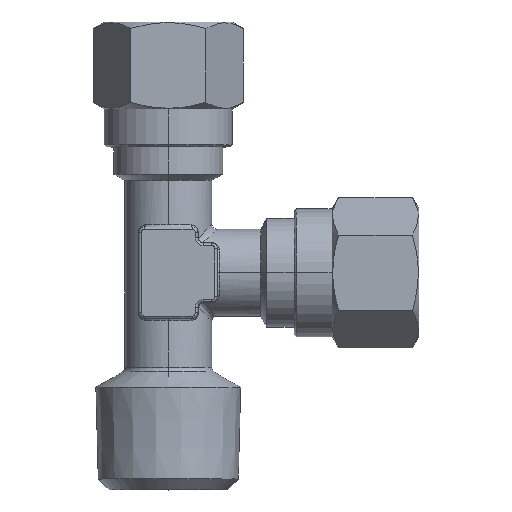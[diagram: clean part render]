
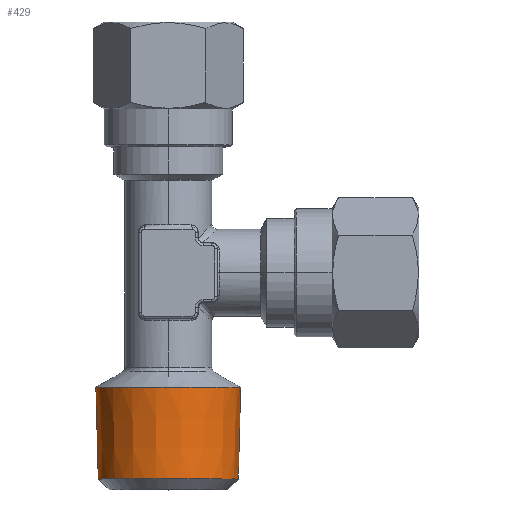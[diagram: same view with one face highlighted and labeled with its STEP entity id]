
A CAD part, top view. The second image highlights one B-rep face of the part: STEP entity #429.
In plain terms, the highlighted conical face has half-angle 1.47 degrees and reference radius 6.707 mm.
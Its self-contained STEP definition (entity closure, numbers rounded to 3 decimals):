
#49 = VECTOR ( 'NONE', #4391, 1000. ) ;
#50 = AXIS2_PLACEMENT_3D ( 'NONE', #4383, #4385, #4387 ) ;
#52 = CIRCLE ( 'NONE', #50, 6.667 ) ;
#53 = AXIS2_PLACEMENT_3D ( 'NONE', #4376, #4378, #4380 ) ;
#54 = VECTOR ( 'NONE', #4374, 1000. ) ;
#55 = CIRCLE ( 'NONE', #53, 6.667 ) ;
#59 = AXIS2_PLACEMENT_3D ( 'NONE', #4361, #4363, #4365 ) ;
#69 = CIRCLE ( 'NONE', #59, 6.45 ) ;
#342 = CONICAL_SURFACE ( 'NONE', #346, 6.707, 0.026 ) ;
#346 = AXIS2_PLACEMENT_3D ( 'NONE', #4797, #4798, #4799 ) ;
#429 = ADVANCED_FACE ( 'NONE', ( #4359 ), #342, .T. ) ;
#540 = EDGE_CURVE ( 'NONE', #1333, #1346, #69, .T. ) ;
#542 = EDGE_CURVE ( 'NONE', #1333, #1337, #4436, .T. ) ;
#543 = EDGE_CURVE ( 'NONE', #1341, #1337, #55, .T. ) ;
#544 = EDGE_CURVE ( 'NONE', #1352, #1341, #52, .T. ) ;
#545 = EDGE_CURVE ( 'NONE', #1346, #1352, #4437, .T. ) ;
#1333 = VERTEX_POINT ( 'NONE', #5778 ) ;
#1337 = VERTEX_POINT ( 'NONE', #5782 ) ;
#1341 = VERTEX_POINT ( 'NONE', #5786 ) ;
#1346 = VERTEX_POINT ( 'NONE', #5791 ) ;
#1352 = VERTEX_POINT ( 'NONE', #5796 ) ;
#1472 = EDGE_LOOP ( 'NONE', ( #5248, #5250, #5249, #5251, #5252 ) ) ;
#4359 = FACE_OUTER_BOUND ( 'NONE', #1472, .T. ) ;
#4361 = CARTESIAN_POINT ( 'NONE',  ( 0., -19., 0. ) ) ;
#4363 = DIRECTION ( 'NONE',  ( 0., -1., 0. ) ) ;
#4365 = DIRECTION ( 'NONE',  ( 1., 0., 0. ) ) ;
#4372 = CARTESIAN_POINT ( 'NONE',  ( 6.707, -9., 0. ) ) ;
#4374 = DIRECTION ( 'NONE',  ( 0.026, 1., 0. ) ) ;
#4376 = CARTESIAN_POINT ( 'NONE',  ( 0., -10.54, 0. ) ) ;
#4378 = DIRECTION ( 'NONE',  ( 0., 1., 0. ) ) ;
#4380 = DIRECTION ( 'NONE',  ( -1., 0., 0. ) ) ;
#4383 = CARTESIAN_POINT ( 'NONE',  ( 0., -10.54, 0. ) ) ;
#4385 = DIRECTION ( 'NONE',  ( 0., 1., 0. ) ) ;
#4387 = DIRECTION ( 'NONE',  ( -1., 0., 0. ) ) ;
#4389 = CARTESIAN_POINT ( 'NONE',  ( -6.707, -9., 0. ) ) ;
#4391 = DIRECTION ( 'NONE',  ( -0.026, 1., 0. ) ) ;
#4436 = LINE ( 'NONE', #4372, #54 ) ;
#4437 = LINE ( 'NONE', #4389, #49 ) ;
#4797 = CARTESIAN_POINT ( 'NONE',  ( 0., -9., 0. ) ) ;
#4798 = DIRECTION ( 'NONE',  ( 0., 1., 0. ) ) ;
#4799 = DIRECTION ( 'NONE',  ( -1., 0., 0. ) ) ;
#5248 = ORIENTED_EDGE ( 'NONE', *, *, #540, .F. ) ;
#5249 = ORIENTED_EDGE ( 'NONE', *, *, #543, .F. ) ;
#5250 = ORIENTED_EDGE ( 'NONE', *, *, #542, .T. ) ;
#5251 = ORIENTED_EDGE ( 'NONE', *, *, #544, .F. ) ;
#5252 = ORIENTED_EDGE ( 'NONE', *, *, #545, .F. ) ;
#5778 = CARTESIAN_POINT ( 'NONE',  ( 6.45, -19., 0. ) ) ;
#5782 = CARTESIAN_POINT ( 'NONE',  ( 6.667, -10.54, 0. ) ) ;
#5786 = CARTESIAN_POINT ( 'NONE',  ( 0., -10.54, 6.667 ) ) ;
#5791 = CARTESIAN_POINT ( 'NONE',  ( -6.45, -19., 0. ) ) ;
#5796 = CARTESIAN_POINT ( 'NONE',  ( -6.667, -10.54, 0. ) ) ;
